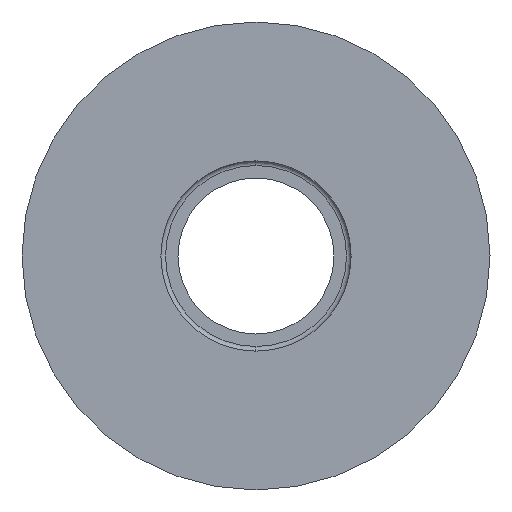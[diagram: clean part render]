
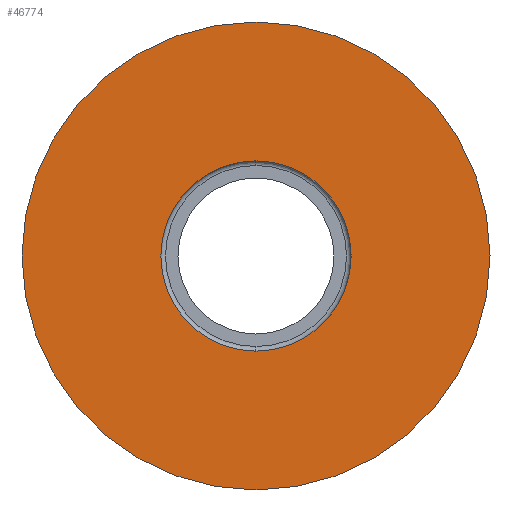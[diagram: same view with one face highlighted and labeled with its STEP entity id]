
A CAD part, left-side view. The second image highlights one B-rep face of the part: STEP entity #46774.
In plain terms, the highlighted planar face has unit normal (-1, 0, 0).
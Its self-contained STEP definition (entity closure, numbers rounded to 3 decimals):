
#6723 = CIRCLE ( 'NONE', #11626, 15. ) ;
#7817 = CIRCLE ( 'NONE', #25815, 15. ) ;
#9913 = DIRECTION ( 'NONE',  ( -1., 0., 0. ) ) ;
#11088 = CARTESIAN_POINT ( 'NONE',  ( 0., 0., 0. ) ) ;
#11626 = AXIS2_PLACEMENT_3D ( 'NONE', #11088, #54566, #17312 ) ;
#12708 = EDGE_CURVE ( 'NONE', #20326, #77832, #25801, .T. ) ;
#17312 = DIRECTION ( 'NONE',  ( 0., 0., 1. ) ) ;
#18226 = VERTEX_POINT ( 'NONE', #38550 ) ;
#20326 = VERTEX_POINT ( 'NONE', #24593 ) ;
#23555 = CARTESIAN_POINT ( 'NONE',  ( 0., 6.1, 0. ) ) ;
#24363 = FACE_OUTER_BOUND ( 'NONE', #26949, .T. ) ;
#24515 = CARTESIAN_POINT ( 'NONE',  ( 0., 0., 0. ) ) ;
#24593 = CARTESIAN_POINT ( 'NONE',  ( 0., 0., 6.1 ) ) ;
#24836 = VERTEX_POINT ( 'NONE', #28429 ) ;
#25801 = CIRCLE ( 'NONE', #54828, 6.1 ) ;
#25815 = AXIS2_PLACEMENT_3D ( 'NONE', #47120, #9913, #53375 ) ;
#25907 = EDGE_LOOP ( 'NONE', ( #31441, #30608 ) ) ;
#26823 = ORIENTED_EDGE ( 'NONE', *, *, #33166, .T. ) ;
#26949 = EDGE_LOOP ( 'NONE', ( #26960, #26823 ) ) ;
#26960 = ORIENTED_EDGE ( 'NONE', *, *, #44547, .T. ) ;
#28126 = CARTESIAN_POINT ( 'NONE',  ( 0., 0., 0. ) ) ;
#28429 = CARTESIAN_POINT ( 'NONE',  ( 0., 0., 15. ) ) ;
#29836 = DIRECTION ( 'NONE',  ( 0., 0., -1. ) ) ;
#30608 = ORIENTED_EDGE ( 'NONE', *, *, #62314, .F. ) ;
#30816 = DIRECTION ( 'NONE',  ( 0., 0., 1. ) ) ;
#31441 = ORIENTED_EDGE ( 'NONE', *, *, #12708, .F. ) ;
#31478 = CIRCLE ( 'NONE', #48195, 6.1 ) ;
#33166 = EDGE_CURVE ( 'NONE', #18226, #24836, #6723, .T. ) ;
#34428 = DIRECTION ( 'NONE',  ( 0., 0., 1. ) ) ;
#38550 = CARTESIAN_POINT ( 'NONE',  ( 0., 0., -15. ) ) ;
#42624 = CARTESIAN_POINT ( 'NONE',  ( 0., 0., -6.1 ) ) ;
#44547 = EDGE_CURVE ( 'NONE', #24836, #18226, #7817, .T. ) ;
#46774 = ADVANCED_FACE ( 'NONE', ( #57577, #24363 ), #60630, .F. ) ;
#47120 = CARTESIAN_POINT ( 'NONE',  ( 0., 0., 0. ) ) ;
#48195 = AXIS2_PLACEMENT_3D ( 'NONE', #24515, #68067, #30816 ) ;
#53375 = DIRECTION ( 'NONE',  ( 0., 0., 1. ) ) ;
#54566 = DIRECTION ( 'NONE',  ( -1., 0., 0. ) ) ;
#54828 = AXIS2_PLACEMENT_3D ( 'NONE', #28126, #71597, #34428 ) ;
#57577 = FACE_BOUND ( 'NONE', #25907, .T. ) ;
#60630 = PLANE ( 'NONE',  #76565 ) ;
#62314 = EDGE_CURVE ( 'NONE', #77832, #20326, #31478, .T. ) ;
#67112 = DIRECTION ( 'NONE',  ( 1., 0., 0. ) ) ;
#68067 = DIRECTION ( 'NONE',  ( -1., 0., 0. ) ) ;
#71597 = DIRECTION ( 'NONE',  ( -1., 0., 0. ) ) ;
#76565 = AXIS2_PLACEMENT_3D ( 'NONE', #23555, #67112, #29836 ) ;
#77832 = VERTEX_POINT ( 'NONE', #42624 ) ;
